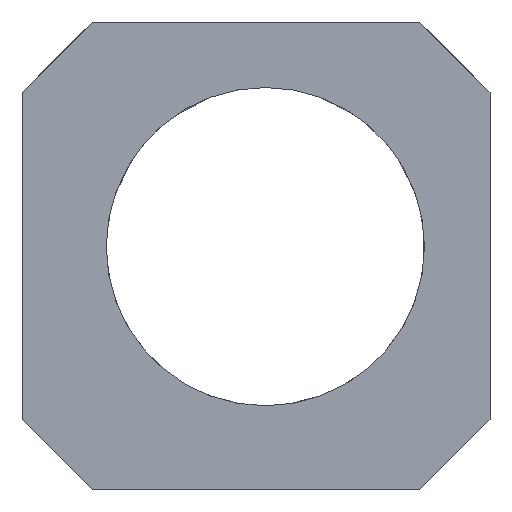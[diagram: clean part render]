
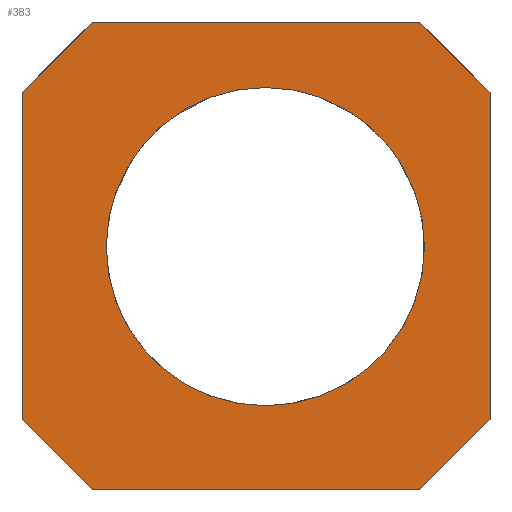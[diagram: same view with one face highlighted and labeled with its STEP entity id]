
A CAD part, front view. The second image highlights one B-rep face of the part: STEP entity #383.
In plain terms, the highlighted planar face has unit normal (0, -1, 0).
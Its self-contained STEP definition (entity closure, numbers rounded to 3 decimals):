
#1 = EDGE_LOOP ( 'NONE', ( #1107, #337 ) ) ;
#15 = DIRECTION ( 'NONE',  ( 0.707, 0., 0.707 ) ) ;
#17 = EDGE_CURVE ( 'NONE', #88, #1187, #65, .T. ) ;
#19 = CARTESIAN_POINT ( 'NONE',  ( 4.25, -7.222, -4.25 ) ) ;
#46 = CARTESIAN_POINT ( 'NONE',  ( -3.7, -7.222, -5.2 ) ) ;
#65 = LINE ( 'NONE', #530, #1031 ) ;
#88 = VERTEX_POINT ( 'NONE', #189 ) ;
#91 = EDGE_CURVE ( 'NONE', #1102, #1187, #552, .T. ) ;
#100 = EDGE_CURVE ( 'NONE', #744, #473, #755, .T. ) ;
#141 = ORIENTED_EDGE ( 'NONE', *, *, #100, .T. ) ;
#150 = CARTESIAN_POINT ( 'NONE',  ( 3.3, -7.222, 4.8 ) ) ;
#167 = CARTESIAN_POINT ( 'NONE',  ( 0., -7.222, 0. ) ) ;
#177 = EDGE_LOOP ( 'NONE', ( #356, #1025, #141, #736, #190, #557, #468, #450 ) ) ;
#187 = VECTOR ( 'NONE', #975, 1000. ) ;
#189 = CARTESIAN_POINT ( 'NONE',  ( -5.2, -7.222, 3.3 ) ) ;
#190 = ORIENTED_EDGE ( 'NONE', *, *, #985, .T. ) ;
#203 = CARTESIAN_POINT ( 'NONE',  ( 0., -7.222, 0. ) ) ;
#232 = CARTESIAN_POINT ( 'NONE',  ( 0., -7.222, 3.4 ) ) ;
#254 = CARTESIAN_POINT ( 'NONE',  ( 4.8, -7.222, 0. ) ) ;
#283 = VERTEX_POINT ( 'NONE', #320 ) ;
#292 = DIRECTION ( 'NONE',  ( -0.707, 0., 0.707 ) ) ;
#314 = CARTESIAN_POINT ( 'NONE',  ( 0., -7.222, 4.8 ) ) ;
#320 = CARTESIAN_POINT ( 'NONE',  ( -3.7, -7.222, 4.8 ) ) ;
#331 = DIRECTION ( 'NONE',  ( -1., 0., 0. ) ) ;
#336 = FACE_BOUND ( 'NONE', #1, .T. ) ;
#337 = ORIENTED_EDGE ( 'NONE', *, *, #584, .F. ) ;
#349 = FACE_OUTER_BOUND ( 'NONE', #177, .T. ) ;
#352 = DIRECTION ( 'NONE',  ( 0., 0., -1. ) ) ;
#356 = ORIENTED_EDGE ( 'NONE', *, *, #1022, .T. ) ;
#375 = CARTESIAN_POINT ( 'NONE',  ( 4.05, -7.222, 4.05 ) ) ;
#383 = ADVANCED_FACE ( 'NONE', ( #336, #349 ), #1185, .T. ) ;
#404 = LINE ( 'NONE', #954, #1087 ) ;
#423 = CARTESIAN_POINT ( 'NONE',  ( 3.3, -7.222, -5.2 ) ) ;
#437 = DIRECTION ( 'NONE',  ( -0.707, 0., 0.707 ) ) ;
#438 = AXIS2_PLACEMENT_3D ( 'NONE', #203, #568, #1155 ) ;
#444 = VERTEX_POINT ( 'NONE', #423 ) ;
#450 = ORIENTED_EDGE ( 'NONE', *, *, #1211, .F. ) ;
#468 = ORIENTED_EDGE ( 'NONE', *, *, #91, .F. ) ;
#473 = VERTEX_POINT ( 'NONE', #150 ) ;
#508 = DIRECTION ( 'NONE',  ( 0., 0., -1. ) ) ;
#517 = CARTESIAN_POINT ( 'NONE',  ( -5.2, -7.222, -3.7 ) ) ;
#528 = VECTOR ( 'NONE', #331, 1000. ) ;
#529 = VECTOR ( 'NONE', #292, 1000. ) ;
#530 = CARTESIAN_POINT ( 'NONE',  ( -5.2, -7.222, 0. ) ) ;
#531 = VERTEX_POINT ( 'NONE', #577 ) ;
#548 = AXIS2_PLACEMENT_3D ( 'NONE', #167, #1008, #916 ) ;
#552 = LINE ( 'NONE', #941, #1086 ) ;
#557 = ORIENTED_EDGE ( 'NONE', *, *, #17, .T. ) ;
#568 = DIRECTION ( 'NONE',  ( 0., -1., 0. ) ) ;
#571 = LINE ( 'NONE', #314, #667 ) ;
#576 = DIRECTION ( 'NONE',  ( -0.707, 0., -0.707 ) ) ;
#577 = CARTESIAN_POINT ( 'NONE',  ( 0., -7.222, -3.4 ) ) ;
#583 = CIRCLE ( 'NONE', #548, 3.4 ) ;
#584 = EDGE_CURVE ( 'NONE', #531, #749, #1214, .T. ) ;
#589 = CARTESIAN_POINT ( 'NONE',  ( 0., -7.222, 0. ) ) ;
#608 = CARTESIAN_POINT ( 'NONE',  ( 4.8, -7.222, -3.7 ) ) ;
#613 = CARTESIAN_POINT ( 'NONE',  ( 4.8, -7.222, 3.3 ) ) ;
#667 = VECTOR ( 'NONE', #1154, 1000. ) ;
#684 = VECTOR ( 'NONE', #15, 1000. ) ;
#708 = LINE ( 'NONE', #254, #187 ) ;
#736 = ORIENTED_EDGE ( 'NONE', *, *, #962, .T. ) ;
#744 = VERTEX_POINT ( 'NONE', #613 ) ;
#749 = VERTEX_POINT ( 'NONE', #232 ) ;
#755 = LINE ( 'NONE', #375, #529 ) ;
#760 = EDGE_CURVE ( 'NONE', #749, #531, #583, .T. ) ;
#787 = AXIS2_PLACEMENT_3D ( 'NONE', #589, #979, #508 ) ;
#878 = LINE ( 'NONE', #1180, #528 ) ;
#916 = DIRECTION ( 'NONE',  ( 0., 0., -1. ) ) ;
#941 = CARTESIAN_POINT ( 'NONE',  ( -4.45, -7.222, -4.45 ) ) ;
#954 = CARTESIAN_POINT ( 'NONE',  ( -4.25, -7.222, 4.25 ) ) ;
#962 = EDGE_CURVE ( 'NONE', #473, #283, #571, .T. ) ;
#975 = DIRECTION ( 'NONE',  ( 0., 0., -1. ) ) ;
#979 = DIRECTION ( 'NONE',  ( 0., -1., 0. ) ) ;
#985 = EDGE_CURVE ( 'NONE', #283, #88, #404, .T. ) ;
#1008 = DIRECTION ( 'NONE',  ( 0., -1., 0. ) ) ;
#1022 = EDGE_CURVE ( 'NONE', #444, #1129, #1162, .T. ) ;
#1025 = ORIENTED_EDGE ( 'NONE', *, *, #1207, .F. ) ;
#1031 = VECTOR ( 'NONE', #352, 1000. ) ;
#1086 = VECTOR ( 'NONE', #437, 1000. ) ;
#1087 = VECTOR ( 'NONE', #576, 1000. ) ;
#1102 = VERTEX_POINT ( 'NONE', #46 ) ;
#1107 = ORIENTED_EDGE ( 'NONE', *, *, #760, .F. ) ;
#1129 = VERTEX_POINT ( 'NONE', #608 ) ;
#1154 = DIRECTION ( 'NONE',  ( -1., 0., 0. ) ) ;
#1155 = DIRECTION ( 'NONE',  ( 0., 0., -1. ) ) ;
#1162 = LINE ( 'NONE', #19, #684 ) ;
#1180 = CARTESIAN_POINT ( 'NONE',  ( 0., -7.222, -5.2 ) ) ;
#1185 = PLANE ( 'NONE',  #787 ) ;
#1187 = VERTEX_POINT ( 'NONE', #517 ) ;
#1207 = EDGE_CURVE ( 'NONE', #744, #1129, #708, .T. ) ;
#1211 = EDGE_CURVE ( 'NONE', #444, #1102, #878, .T. ) ;
#1214 = CIRCLE ( 'NONE', #438, 3.4 ) ;
